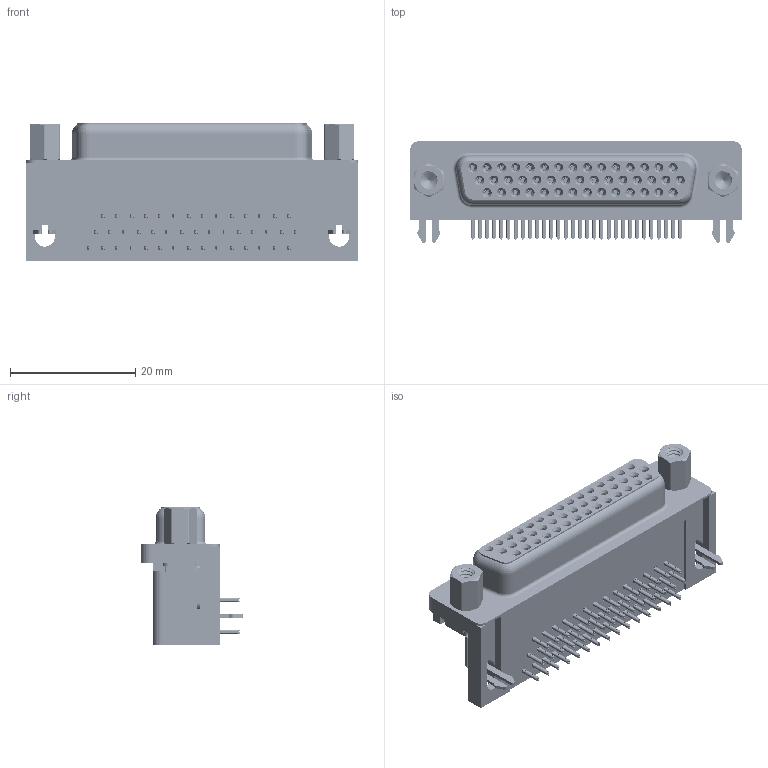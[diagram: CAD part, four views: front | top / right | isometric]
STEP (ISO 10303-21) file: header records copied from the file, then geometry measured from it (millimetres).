
FILE_DESCRIPTION (( 'STEP AP203' ), '1' );
FILE_NAME ('634-044-663-533.STEP', '2018-08-18T07:04:03', ( '' ), ( '' ), 'SwSTEP 2.0', 'SolidWorks 2016', '' );
FILE_SCHEMA (( 'CONFIG_CONTROL_DESIGN' ));
Length unit declared in the file: millimetre
Products named in the file (9): 4-40 Threaded Rivet; 634 Housing_44 Socket; 4-40 Hex Standoff; 634 Shell_44 Socket; 634-044-663-533; Contact Bottom; Contact Middle; Contact Top; 2 Prong Board Lock
Assembly tree (52 placements, depth 2):
  634-044-663-533
    634 Housing_44 Socket
    634 Shell_44 Socket
    Contact Bottom  x14
    Contact Middle  x15
    Contact Top  x15
    2 Prong Board Lock  x2
    4-40 Threaded Rivet  x2
    4-40 Hex Standoff  x2
Bounding box: 53.04 x 16.25 x 22.1 mm (x, y, z)
Volume: 9557.9 mm3; surface area: 13737.3 mm2
Topology: 52 solids, 52 shells, 6697 faces, 17634 edges, 11078 vertices
Faces by surface type: plane 2983, cylinder 1568, bspline 1546, cone 562, torus 38
Entity records: 49682 total; most frequent: CARTESIAN_POINT 16483, ORIENTED_EDGE 6630, DIRECTION 6011, EDGE_CURVE 3315, LINE 2181, VECTOR 2181, VERTEX_POINT 2122, AXIS2_PLACEMENT_3D 1915
